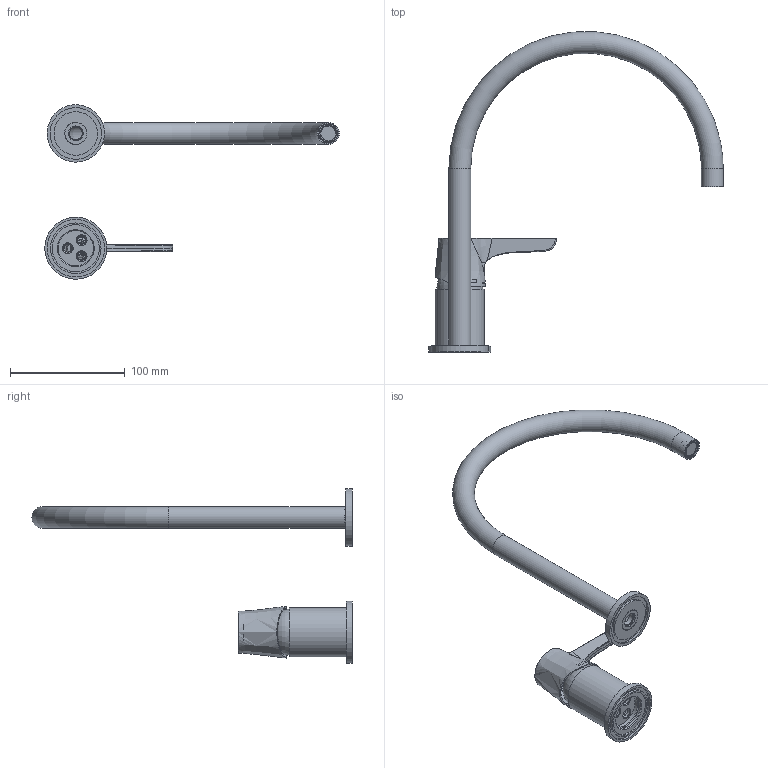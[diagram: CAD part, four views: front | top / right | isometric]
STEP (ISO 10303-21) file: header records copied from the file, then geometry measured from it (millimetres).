
FILE_DESCRIPTION (( 'STEP AP203' ), '1' );
FILE_NAME ('91EP07197.STEP', '2024-11-08T08:27:19', ( '' ), ( '' ), 'SwSTEP 2.0', 'SolidWorks 2021', '' );
FILE_SCHEMA (( 'CONFIG_CONTROL_DESIGN' ));
Length unit declared in the file: millimetre
Products named in the file (1): 91EP07197
Bounding box: 256.5 x 279.08 x 151.96 mm (x, y, z)
Volume: 94603.7 mm3; surface area: 105196.7 mm2
Topology: 8 solids, 8 shells, 215 faces, 501 edges, 322 vertices
Faces by surface type: plane 92, cylinder 59, bspline 29, cone 24, torus 10, sphere 1
Full cylindrical faces by diameter (mm): 4.2 x1, 5 x2, 5.5 x2, 6.5 x1, 7 x3, 8 x1, 9 x3, 11 x1, 12.955 x1, 13 x1, 13.485 x1, 14.5 x1, 15 x1, 15.173 x1, 15.5 x1, 16.5 x1, 16.75 x1, 17 x2, 19 x2, 19.45 x1, 30.5 x2, 31 x1, 35.2 x1, 35.8 x2, 37 x1, 38 x1, 40 x1, 41 x1, 43 x1, 44 x1
Entity records: 18549 total; most frequent: CARTESIAN_POINT 14184, DIRECTION 842, ORIENTED_EDGE 798, EDGE_CURVE 399, AXIS2_PLACEMENT_3D 353, EDGE_LOOP 330, VERTEX_POINT 297, FACE_OUTER_BOUND 267
